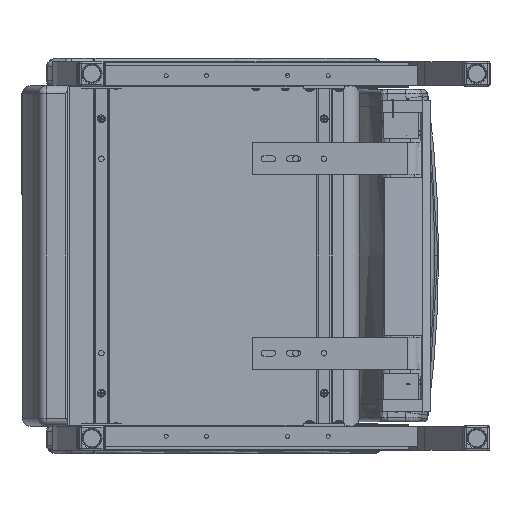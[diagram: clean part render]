
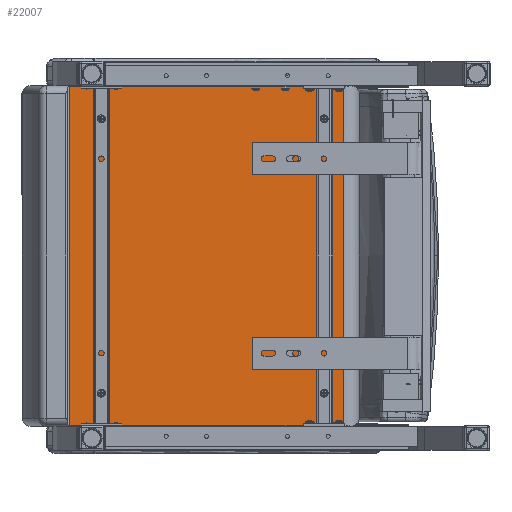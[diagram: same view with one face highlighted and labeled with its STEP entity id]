
A CAD part, front view. The second image highlights one B-rep face of the part: STEP entity #22007.
In plain terms, the highlighted planar face has unit normal (0, -1, 0).
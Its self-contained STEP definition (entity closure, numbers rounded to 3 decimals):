
#1385=PLANE('',#24163);
#3136=FACE_OUTER_BOUND('',#4701,.T.);
#4701=EDGE_LOOP('',(#16981,#16982,#16983,#16984));
#7232=LINE('',#41183,#8502);
#7248=LINE('',#41317,#8518);
#7254=LINE('',#41404,#8524);
#7255=LINE('',#41406,#8525);
#8502=VECTOR('',#28038,0.394);
#8518=VECTOR('',#28114,0.394);
#8524=VECTOR('',#28176,0.394);
#8525=VECTOR('',#28179,0.394);
#10089=VERTEX_POINT('',#41171);
#10090=VERTEX_POINT('',#41182);
#10114=VERTEX_POINT('',#41305);
#10115=VERTEX_POINT('',#41316);
#12450=EDGE_CURVE('',#10089,#10090,#7232,.T.);
#12489=EDGE_CURVE('',#10114,#10115,#7248,.T.);
#12514=EDGE_CURVE('',#10114,#10090,#7254,.T.);
#12515=EDGE_CURVE('',#10115,#10089,#7255,.T.);
#16981=ORIENTED_EDGE('',*,*,#12450,.F.);
#16982=ORIENTED_EDGE('',*,*,#12515,.F.);
#16983=ORIENTED_EDGE('',*,*,#12489,.F.);
#16984=ORIENTED_EDGE('',*,*,#12514,.T.);
#22007=ADVANCED_FACE('',(#3136),#1385,.T.);
#24163=AXIS2_PLACEMENT_3D('',#41405,#28177,#28178);
#28038=DIRECTION('',(1.,0.,0.));
#28114=DIRECTION('',(-1.,0.,0.));
#28176=DIRECTION('',(0.,0.,1.));
#28177=DIRECTION('center_axis',(0.,-1.,0.));
#28178=DIRECTION('ref_axis',(1.,0.,0.));
#28179=DIRECTION('',(0.,0.,1.));
#41171=CARTESIAN_POINT('',(-12.083,0.797,20.966));
#41182=CARTESIAN_POINT('',(4.791,0.797,20.966));
#41183=CARTESIAN_POINT('',(-9.146,0.797,20.966));
#41305=CARTESIAN_POINT('',(4.791,0.797,0.034));
#41316=CARTESIAN_POINT('',(-12.083,0.797,0.034));
#41317=CARTESIAN_POINT('',(-9.146,0.797,0.034));
#41404=CARTESIAN_POINT('',(4.791,0.797,0.));
#41405=CARTESIAN_POINT('Origin',(-12.083,0.797,0.));
#41406=CARTESIAN_POINT('',(-12.083,0.797,0.));
